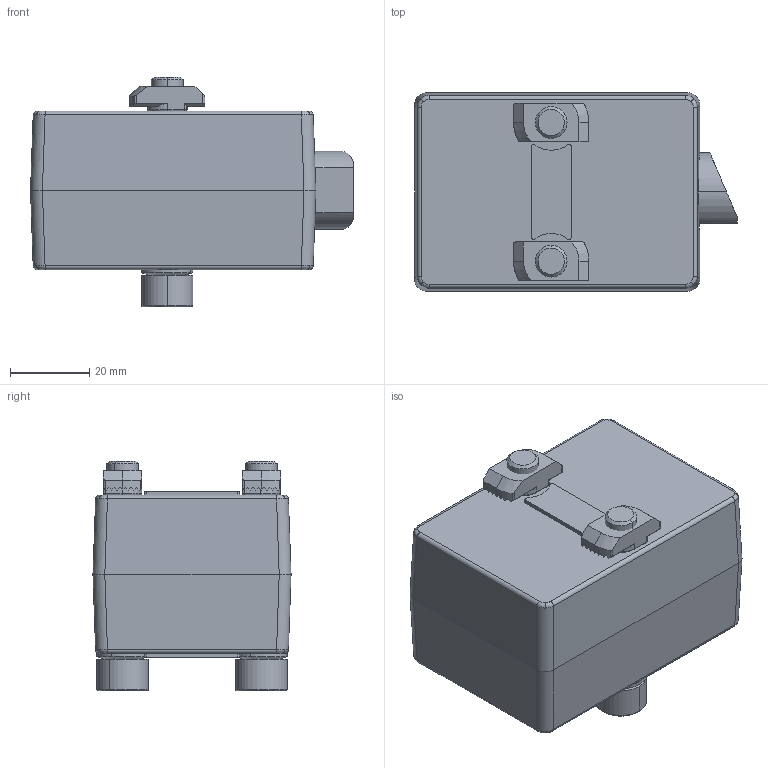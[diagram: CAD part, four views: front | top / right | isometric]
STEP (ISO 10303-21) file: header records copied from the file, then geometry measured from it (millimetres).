
FILE_DESCRIPTION (( 'STEP AP214' ), '1' );
FILE_NAME ('093100E.STEP', '2014-08-22T07:23:53', ( '' ), ( '' ), 'SwSTEP 2.0', 'SolidWorks 2014', '' );
FILE_SCHEMA (( 'AUTOMOTIVE_DESIGN' ));
Length unit declared in the file: millimetre
Products named in the file (10): 093100E; 093150_Standard; 4din912m0850m_ISO 4762 M8 x 50 --- 28N; 096h10513s02_096 h10 8 13 s02; 093100r04+06_Standard; 340me305_Standard; 093100E(K)(M)_UB1_Standard; 092045.65_Standard; 340me306_Standard; 093100R01_Standard
Assembly tree (14 placements, depth 3):
  093100E
    093100E(K)(M)_UB1_Standard  x2
      093100R01_Standard
      340me306_Standard
      092045.65_Standard
    340me305_Standard
    093100r04+06_Standard
    096h10513s02_096 h10 8 13 s02  x2
    4din912m0850m_ISO 4762 M8 x 50 --- 28N  x2
    093150_Standard  x2
Bounding box: 81.5 x 50 x 58 mm (x, y, z)
Volume: 84690.8 mm3; surface area: 66458.6 mm2
Topology: 16 solids, 16 shells, 935 faces, 2357 edges, 1468 vertices
Faces by surface type: plane 389, cylinder 286, bspline 80, cone 76, sphere 52, torus 52
Entity records: 18595 total; most frequent: CARTESIAN_POINT 7146, ORIENTED_EDGE 2388, DIRECTION 2249, EDGE_CURVE 1194, AXIS2_PLACEMENT_3D 835, VERTEX_POINT 744, VECTOR 579, LINE 579
